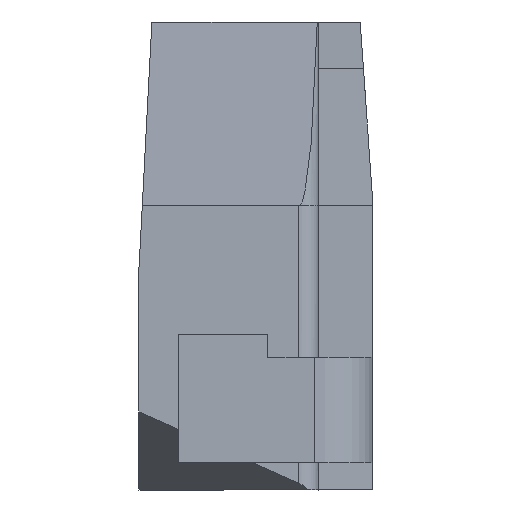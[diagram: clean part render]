
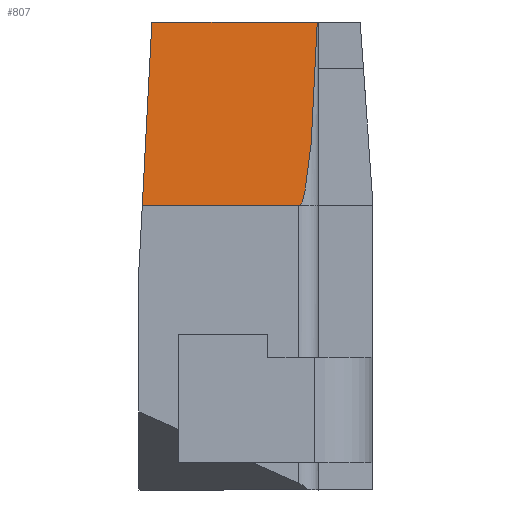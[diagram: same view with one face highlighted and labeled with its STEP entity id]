
A CAD part, left-side view. The second image highlights one B-rep face of the part: STEP entity #807.
In plain terms, the highlighted planar face has unit normal (-0.998, 0, 0.07).
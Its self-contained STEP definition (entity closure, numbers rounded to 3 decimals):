
#52 = LINE ( 'NONE', #2080, #936 ) ;
#53 = CARTESIAN_POINT ( 'NONE',  ( -1.75, 0.592, 0.13 ) ) ;
#223 = CARTESIAN_POINT ( 'NONE',  ( -1.717, 0.143, 0.6 ) ) ;
#231 = ORIENTED_EDGE ( 'NONE', *, *, #1717, .T. ) ;
#299 = LINE ( 'NONE', #2812, #1176 ) ;
#313 = ORIENTED_EDGE ( 'NONE', *, *, #2478, .F. ) ;
#365 = VERTEX_POINT ( 'NONE', #1469 ) ;
#382 = DIRECTION ( 'NONE',  ( -0.07, 0., -0.998 ) ) ;
#533 = DIRECTION ( 'NONE',  ( 0., -1., 0. ) ) ;
#550 = CARTESIAN_POINT ( 'NONE',  ( -1.75, 0.19, 0.13 ) ) ;
#800 = LINE ( 'NONE', #53, #2345 ) ;
#807 = ADVANCED_FACE ( 'NONE', ( #1007 ), #1658, .F. ) ;
#852 = CARTESIAN_POINT ( 'NONE',  ( -1.75, 0.168, 0.13 ) ) ;
#936 = VECTOR ( 'NONE', #533, 1000. ) ;
#1007 = FACE_OUTER_BOUND ( 'NONE', #1147, .T. ) ;
#1052 = VERTEX_POINT ( 'NONE', #1926 ) ;
#1147 = EDGE_LOOP ( 'NONE', ( #313, #2063, #2804, #231 ) ) ;
#1176 = VECTOR ( 'NONE', #2365, 1000. ) ;
#1177 = VERTEX_POINT ( 'NONE', #2027 ) ;
#1332 = EDGE_CURVE ( 'NONE', #1177, #365, #299, .T. ) ;
#1469 = CARTESIAN_POINT ( 'NONE',  ( -1.717, 0.143, 0.6 ) ) ;
#1604 = DIRECTION ( 'NONE',  ( -0.07, 0.052, -0.996 ) ) ;
#1658 = PLANE ( 'NONE',  #2625 ) ;
#1678 = DIRECTION ( 'NONE',  ( 0.998, 0., -0.07 ) ) ;
#1717 = EDGE_CURVE ( 'NONE', #1052, #2723, #52, .T. ) ;
#1778 =( BOUNDED_CURVE ( )  B_SPLINE_CURVE ( 3, ( #223, #2184, #852, #2648 ),
 .UNSPECIFIED., .F., .T. ) 
 B_SPLINE_CURVE_WITH_KNOTS ( ( 4, 4 ),
 ( 5.062, 6.283 ),
 .UNSPECIFIED. ) 
 CURVE ( )  GEOMETRIC_REPRESENTATION_ITEM ( )  RATIONAL_B_SPLINE_CURVE ( ( 1., 0.88, 0.88, 1. ) ) 
 REPRESENTATION_ITEM ( '' )  );
#1926 = CARTESIAN_POINT ( 'NONE',  ( -1.75, 0.592, 0.13 ) ) ;
#2027 = CARTESIAN_POINT ( 'NONE',  ( -1.717, 0.567, 0.6 ) ) ;
#2063 = ORIENTED_EDGE ( 'NONE', *, *, #1332, .F. ) ;
#2080 = CARTESIAN_POINT ( 'NONE',  ( -1.75, 0.6, 0.13 ) ) ;
#2149 = EDGE_CURVE ( 'NONE', #1177, #1052, #800, .T. ) ;
#2184 = CARTESIAN_POINT ( 'NONE',  ( -1.738, 0.15, 0.308 ) ) ;
#2345 = VECTOR ( 'NONE', #1604, 1000. ) ;
#2365 = DIRECTION ( 'NONE',  ( 0., -1., 0. ) ) ;
#2478 = EDGE_CURVE ( 'NONE', #365, #2723, #1778, .T. ) ;
#2553 = CARTESIAN_POINT ( 'NONE',  ( -1.75, 0.6, 0.13 ) ) ;
#2625 = AXIS2_PLACEMENT_3D ( 'NONE', #2553, #1678, #382 ) ;
#2648 = CARTESIAN_POINT ( 'NONE',  ( -1.75, 0.19, 0.13 ) ) ;
#2723 = VERTEX_POINT ( 'NONE', #550 ) ;
#2804 = ORIENTED_EDGE ( 'NONE', *, *, #2149, .T. ) ;
#2812 = CARTESIAN_POINT ( 'NONE',  ( -1.717, 0.6, 0.6 ) ) ;
